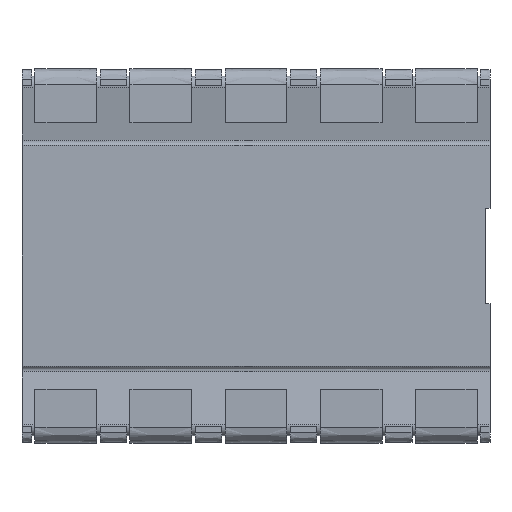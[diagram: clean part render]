
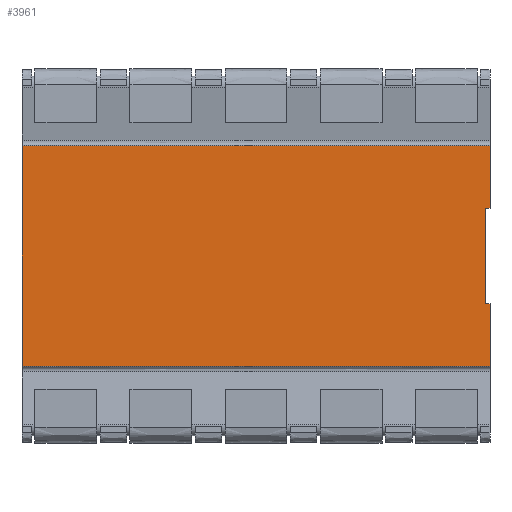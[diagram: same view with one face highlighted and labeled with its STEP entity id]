
A CAD part, front view. The second image highlights one B-rep face of the part: STEP entity #3961.
In plain terms, the highlighted free-form (B-spline) face has degree [1, 1] with [2, 2] control points.
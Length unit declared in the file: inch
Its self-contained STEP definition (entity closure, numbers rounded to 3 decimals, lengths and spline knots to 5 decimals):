
#10=DIRECTION('',(-1.,0.,0.));
#11=VECTOR('',#10,0.005);
#12=CARTESIAN_POINT('',(0.246,-0.043,-0.05));
#13=LINE('',#12,#11);
#14=DIRECTION('',(0.,0.,-1.));
#15=VECTOR('',#14,0.066);
#16=CARTESIAN_POINT('',(0.246,-0.043,-0.05));
#17=LINE('',#16,#15);
#18=DIRECTION('',(0.,0.,-1.));
#19=VECTOR('',#18,0.232);
#20=CARTESIAN_POINT('',(-0.246,-0.043,0.116));
#21=LINE('',#20,#19);
#22=DIRECTION('',(0.,0.,-1.));
#23=VECTOR('',#22,0.066);
#24=CARTESIAN_POINT('',(0.246,-0.043,0.116));
#25=LINE('',#24,#23);
#26=DIRECTION('',(-1.,0.,0.));
#27=VECTOR('',#26,0.005);
#28=CARTESIAN_POINT('',(0.246,-0.043,0.05));
#29=LINE('',#28,#27);
#30=DIRECTION('',(0.,0.,1.));
#31=VECTOR('',#30,0.1);
#32=CARTESIAN_POINT('',(0.241,-0.043,-0.05));
#33=LINE('',#32,#31);
#610=DIRECTION('',(1.,0.,0.));
#611=VECTOR('',#610,0.492);
#612=CARTESIAN_POINT('',(-0.246,-0.043,0.116));
#613=LINE('',#612,#611);
#666=DIRECTION('',(1.,0.,0.));
#667=VECTOR('',#666,0.492);
#668=CARTESIAN_POINT('',(-0.246,-0.043,-0.116));
#669=LINE('',#668,#667);
#3410=CARTESIAN_POINT('',(-0.246,-0.043,0.116));
#3411=CARTESIAN_POINT('',(-0.246,-0.043,-0.116));
#3412=VERTEX_POINT('',#3410);
#3413=VERTEX_POINT('',#3411);
#3414=CARTESIAN_POINT('',(0.246,-0.043,-0.116));
#3416=VERTEX_POINT('',#3414);
#3450=CARTESIAN_POINT('',(0.246,-0.043,0.116));
#3452=VERTEX_POINT('',#3450);
#3482=CARTESIAN_POINT('',(0.246,-0.043,-0.05));
#3483=CARTESIAN_POINT('',(0.241,-0.043,-0.05));
#3484=VERTEX_POINT('',#3482);
#3485=VERTEX_POINT('',#3483);
#3486=CARTESIAN_POINT('',(0.241,-0.043,0.05));
#3487=VERTEX_POINT('',#3486);
#3488=CARTESIAN_POINT('',(0.246,-0.043,0.05));
#3489=VERTEX_POINT('',#3488);
#3938=CARTESIAN_POINT('',(-0.25584,-0.043,0.12064));
#3939=CARTESIAN_POINT('',(0.25584,-0.043,0.12064));
#3940=CARTESIAN_POINT('',(-0.25584,-0.043,-0.12064));
#3941=CARTESIAN_POINT('',(0.25584,-0.043,-0.12064));
#3942=B_SPLINE_SURFACE_WITH_KNOTS('',1,1,((#3938,#3939),(#3940,#3941)),
.UNSPECIFIED.,.F.,.F.,.F.,(2,2),(2,2),(-0.12064,0.12064),(-0.00784,
0.50384),.UNSPECIFIED.);
#3944=ORIENTED_EDGE('',*,*,#3943,.F.);
#3946=ORIENTED_EDGE('',*,*,#3945,.T.);
#3948=ORIENTED_EDGE('',*,*,#3947,.F.);
#3950=ORIENTED_EDGE('',*,*,#3949,.F.);
#3952=ORIENTED_EDGE('',*,*,#3951,.T.);
#3954=ORIENTED_EDGE('',*,*,#3953,.T.);
#3956=ORIENTED_EDGE('',*,*,#3955,.T.);
#3958=ORIENTED_EDGE('',*,*,#3957,.F.);
#3959=EDGE_LOOP('',(#3944,#3946,#3948,#3950,#3952,#3954,#3956,#3958));
#3960=FACE_OUTER_BOUND('',#3959,.F.);
#3961=ADVANCED_FACE('',(#3960),#3942,.T.);
#3943=EDGE_CURVE('',#3484,#3485,#13,.T.);
#3945=EDGE_CURVE('',#3484,#3416,#17,.T.);
#3947=EDGE_CURVE('',#3413,#3416,#669,.T.);
#3949=EDGE_CURVE('',#3412,#3413,#21,.T.);
#3951=EDGE_CURVE('',#3412,#3452,#613,.T.);
#3953=EDGE_CURVE('',#3452,#3489,#25,.T.);
#3955=EDGE_CURVE('',#3489,#3487,#29,.T.);
#3957=EDGE_CURVE('',#3485,#3487,#33,.T.);
